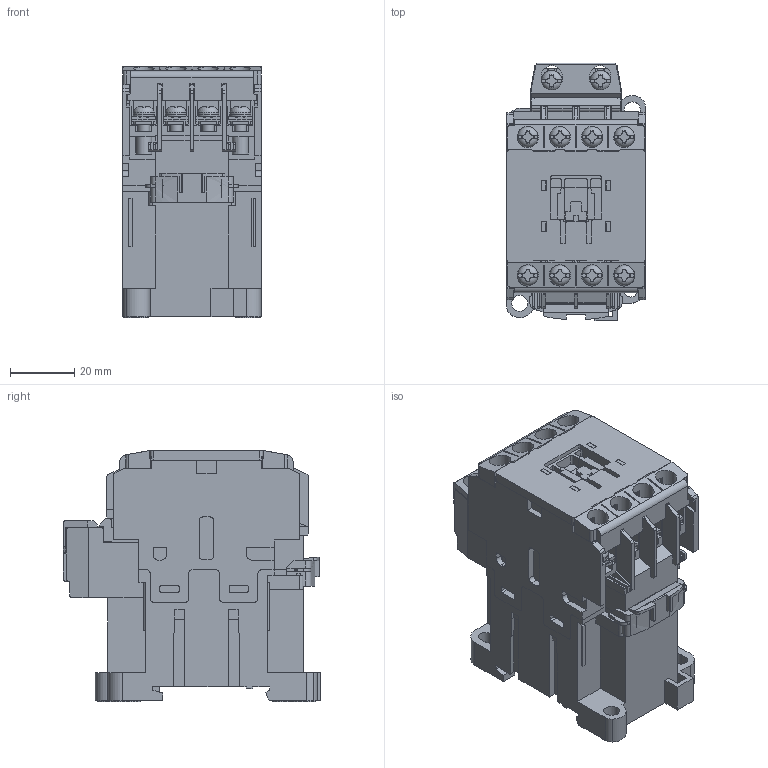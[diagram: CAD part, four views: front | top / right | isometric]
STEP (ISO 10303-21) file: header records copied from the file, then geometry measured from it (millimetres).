
FILE_DESCRIPTION (( 'STEP AP214' ), '1' );
FILE_NAME ('SC09XA.step', '2023-07-06T04:48:42', ( '' ), ( '' ), 'SwSTEP 2.0', 'SolidWorks 2022', '' );
FILE_SCHEMA (( 'AUTOMOTIVE_DESIGN' ));
Length unit declared in the file: millimetre
Products named in the file (12): Screw_M3.5_L10; SC09-18X_coil terminal cover; Springwasher_M3P5; Plate_M3P5_7P6; SC09-18X Main copper band; Screw M3P5_L10^SC09XA; SC09XA; SC09-18X_body; SC09-18X Coil plate band; SC09-18X_bottom cover; SC09-18X Aux copper band; SC09-18X_main terminal cover
Assembly tree (24 placements, depth 3):
  SC09XA
    SC09-18X_body
    SC09-18X_bottom cover
    SC09-18X_coil terminal cover
    SC09-18X_main terminal cover  x2
    SC09-18X Main copper band  x3
    SC09-18X Aux copper band
    Screw M3P5_L10^SC09XA  x10
      Screw_M3.5_L10
      Plate_M3P5_7P6
      Springwasher_M3P5
    SC09-18X Coil plate band  x2
Bounding box: 43 x 80 x 78 mm (x, y, z)
Volume: 166720.2 mm3; surface area: 63439.9 mm2
Topology: 45 solids, 45 shells, 2614 faces, 7359 edges, 4856 vertices
Faces by surface type: plane 2237, cylinder 347, cone 20, torus 10
Full cylindrical faces by diameter (mm): 1.6 x1, 3 x10, 3.5 x30, 3.8 x8, 4.942 x1, 5.049 x1, 6.6 x8, 7.742 x1, 7.849 x1
Entity records: 52675 total; most frequent: CARTESIAN_POINT 9120, ORIENTED_EDGE 8718, DIRECTION 8024, EDGE_CURVE 4359, VECTOR 3750, LINE 3750, VERTEX_POINT 2893, AXIS2_PLACEMENT_3D 2137
